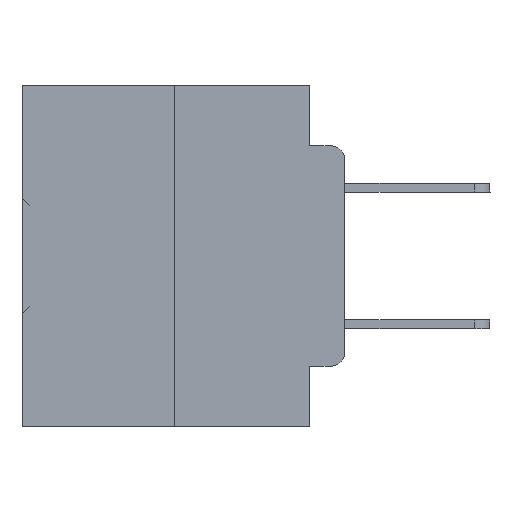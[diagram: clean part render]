
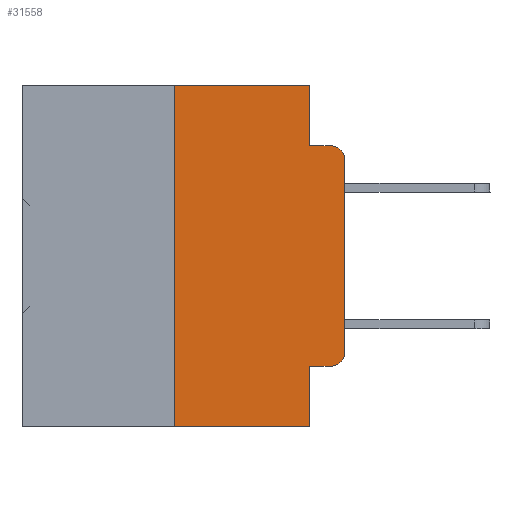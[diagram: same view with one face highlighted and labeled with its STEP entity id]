
A CAD part, left-side view. The second image highlights one B-rep face of the part: STEP entity #31558.
In plain terms, the highlighted planar face has unit normal (-1, 0, 0).
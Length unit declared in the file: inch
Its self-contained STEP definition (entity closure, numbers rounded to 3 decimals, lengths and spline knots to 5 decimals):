
#15 = VECTOR ( 'NONE', #1325, 39.37008 ) ;
#1325 = DIRECTION ( 'NONE',  ( 0., 0., -1. ) ) ;
#1997 = VECTOR ( 'NONE', #19877, 39.37008 ) ;
#2380 = ORIENTED_EDGE ( 'NONE', *, *, #11957, .T. ) ;
#2913 = VERTEX_POINT ( 'NONE', #16190 ) ;
#3555 = ORIENTED_EDGE ( 'NONE', *, *, #3559, .T. ) ;
#3559 = EDGE_CURVE ( 'NONE', #4724, #19997, #27850, .T. ) ;
#4273 = PLANE ( 'NONE',  #16730 ) ;
#4440 = EDGE_CURVE ( 'NONE', #33950, #15145, #5109, .T. ) ;
#4724 = VERTEX_POINT ( 'NONE', #22877 ) ;
#5037 = FACE_OUTER_BOUND ( 'NONE', #31025, .T. ) ;
#5040 = DIRECTION ( 'NONE',  ( 0., -1., 0. ) ) ;
#5109 = LINE ( 'NONE', #32767, #18132 ) ;
#5185 = CARTESIAN_POINT ( 'NONE',  ( 0., 0.051, 0. ) ) ;
#5407 = CARTESIAN_POINT ( 'NONE',  ( 0., 0.051, -0.0885 ) ) ;
#5644 = DIRECTION ( 'NONE',  ( 0., 0., 1. ) ) ;
#6929 = VERTEX_POINT ( 'NONE', #34973 ) ;
#6935 = EDGE_CURVE ( 'NONE', #8497, #31708, #14907, .T. ) ;
#7671 = LINE ( 'NONE', #16164, #15 ) ;
#8273 = ORIENTED_EDGE ( 'NONE', *, *, #26076, .T. ) ;
#8497 = VERTEX_POINT ( 'NONE', #5407 ) ;
#8553 = DIRECTION ( 'NONE',  ( 0., -1., 0. ) ) ;
#8659 = CARTESIAN_POINT ( 'NONE',  ( 0., 0.051, -0.4115 ) ) ;
#10467 = CARTESIAN_POINT ( 'NONE',  ( 0., 0.473, 0. ) ) ;
#11034 = LINE ( 'NONE', #35329, #1997 ) ;
#11064 = LINE ( 'NONE', #13570, #24612 ) ;
#11957 = EDGE_CURVE ( 'NONE', #33950, #4724, #25824, .T. ) ;
#12391 = DIRECTION ( 'NONE',  ( -1., 0., 0. ) ) ;
#12466 = ORIENTED_EDGE ( 'NONE', *, *, #28883, .T. ) ;
#13570 = CARTESIAN_POINT ( 'NONE',  ( 0., 0.25, 0. ) ) ;
#14249 = CARTESIAN_POINT ( 'NONE',  ( 0., 0., -0.3915 ) ) ;
#14907 = LINE ( 'NONE', #32083, #34692 ) ;
#15072 = CARTESIAN_POINT ( 'NONE',  ( 0., 0., 0. ) ) ;
#15145 = VERTEX_POINT ( 'NONE', #30855 ) ;
#16164 = CARTESIAN_POINT ( 'NONE',  ( 0., 0.051, 0. ) ) ;
#16190 = CARTESIAN_POINT ( 'NONE',  ( 0., 0., -0.1085 ) ) ;
#16287 = EDGE_CURVE ( 'NONE', #19997, #2913, #33391, .T. ) ;
#16730 = AXIS2_PLACEMENT_3D ( 'NONE', #10467, #28573, #27832 ) ;
#16932 = EDGE_CURVE ( 'NONE', #22396, #8497, #7671, .T. ) ;
#17175 = LINE ( 'NONE', #20059, #29400 ) ;
#17270 = DIRECTION ( 'NONE',  ( -1., 0., 0. ) ) ;
#17815 = VECTOR ( 'NONE', #24514, 39.37008 ) ;
#18132 = VECTOR ( 'NONE', #23686, 39.37008 ) ;
#18769 = ORIENTED_EDGE ( 'NONE', *, *, #16932, .F. ) ;
#19877 = DIRECTION ( 'NONE',  ( 0., -1., 0. ) ) ;
#19997 = VERTEX_POINT ( 'NONE', #14249 ) ;
#20059 = CARTESIAN_POINT ( 'NONE',  ( 0., 0.473, -0.5 ) ) ;
#21017 = EDGE_CURVE ( 'NONE', #24428, #22396, #11034, .T. ) ;
#21236 = DIRECTION ( 'NONE',  ( 0., 0., -1. ) ) ;
#21361 = ORIENTED_EDGE ( 'NONE', *, *, #4440, .F. ) ;
#21481 = ORIENTED_EDGE ( 'NONE', *, *, #29892, .F. ) ;
#22396 = VERTEX_POINT ( 'NONE', #5185 ) ;
#22654 = ORIENTED_EDGE ( 'NONE', *, *, #6935, .F. ) ;
#22877 = CARTESIAN_POINT ( 'NONE',  ( 0., 0.02, -0.4115 ) ) ;
#23686 = DIRECTION ( 'NONE',  ( 0., 0., -1. ) ) ;
#24428 = VERTEX_POINT ( 'NONE', #33291 ) ;
#24514 = DIRECTION ( 'NONE',  ( 0., 0., 1. ) ) ;
#24612 = VECTOR ( 'NONE', #5644, 39.37008 ) ;
#25824 = LINE ( 'NONE', #8659, #33591 ) ;
#26076 = EDGE_CURVE ( 'NONE', #6929, #15145, #17175, .T. ) ;
#26428 = AXIS2_PLACEMENT_3D ( 'NONE', #36297, #12391, #21236 ) ;
#26559 = ORIENTED_EDGE ( 'NONE', *, *, #16287, .T. ) ;
#26628 = AXIS2_PLACEMENT_3D ( 'NONE', #29239, #17270, #26739 ) ;
#26739 = DIRECTION ( 'NONE',  ( 0., 0., -1. ) ) ;
#27832 = DIRECTION ( 'NONE',  ( 0., 0., -1. ) ) ;
#27850 = CIRCLE ( 'NONE', #26628, 0.02 ) ;
#28573 = DIRECTION ( 'NONE',  ( 1., 0., 0. ) ) ;
#28883 = EDGE_CURVE ( 'NONE', #2913, #31708, #36897, .T. ) ;
#29235 = ORIENTED_EDGE ( 'NONE', *, *, #21017, .F. ) ;
#29239 = CARTESIAN_POINT ( 'NONE',  ( 0., 0.02, -0.3915 ) ) ;
#29400 = VECTOR ( 'NONE', #5040, 39.37008 ) ;
#29892 = EDGE_CURVE ( 'NONE', #6929, #24428, #11064, .T. ) ;
#30855 = CARTESIAN_POINT ( 'NONE',  ( 0., 0.051, -0.5 ) ) ;
#30909 = CARTESIAN_POINT ( 'NONE',  ( 0., 0.051, -0.4115 ) ) ;
#31025 = EDGE_LOOP ( 'NONE', ( #26559, #12466, #22654, #18769, #29235, #21481, #8273, #21361, #2380, #3555 ) ) ;
#31558 = ADVANCED_FACE ( 'NONE', ( #5037 ), #4273, .F. ) ;
#31708 = VERTEX_POINT ( 'NONE', #35510 ) ;
#32083 = CARTESIAN_POINT ( 'NONE',  ( 0., 0.051, -0.0885 ) ) ;
#32767 = CARTESIAN_POINT ( 'NONE',  ( 0., 0.051, 0. ) ) ;
#33291 = CARTESIAN_POINT ( 'NONE',  ( 0., 0.25, 0. ) ) ;
#33391 = LINE ( 'NONE', #15072, #17815 ) ;
#33591 = VECTOR ( 'NONE', #37584, 39.37008 ) ;
#33950 = VERTEX_POINT ( 'NONE', #30909 ) ;
#34692 = VECTOR ( 'NONE', #8553, 39.37008 ) ;
#34973 = CARTESIAN_POINT ( 'NONE',  ( 0., 0.25, -0.5 ) ) ;
#35329 = CARTESIAN_POINT ( 'NONE',  ( 0., 0.473, 0. ) ) ;
#35510 = CARTESIAN_POINT ( 'NONE',  ( 0., 0.02, -0.0885 ) ) ;
#36297 = CARTESIAN_POINT ( 'NONE',  ( 0., 0.02, -0.1085 ) ) ;
#36897 = CIRCLE ( 'NONE', #26428, 0.02 ) ;
#37584 = DIRECTION ( 'NONE',  ( 0., -1., 0. ) ) ;
